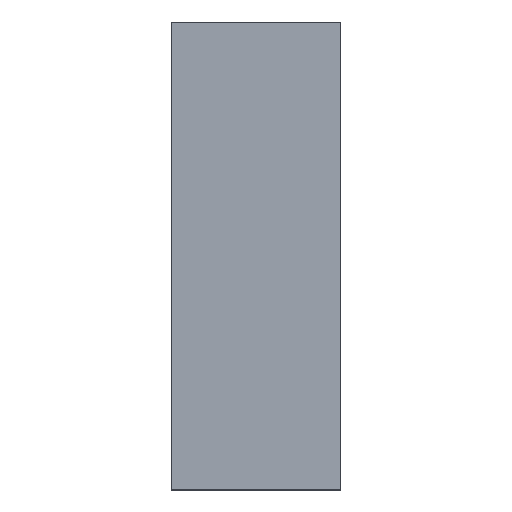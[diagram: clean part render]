
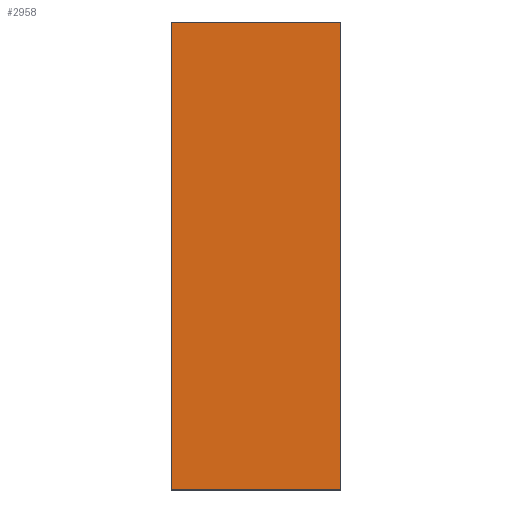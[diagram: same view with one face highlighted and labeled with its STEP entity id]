
A CAD part, top view. The second image highlights one B-rep face of the part: STEP entity #2958.
In plain terms, the highlighted planar face has unit normal (0, 0, 1).
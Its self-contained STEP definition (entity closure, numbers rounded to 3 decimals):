
#1255=DIRECTION('',(-1.,0.,0.));
#1256=VECTOR('',#1255,5.08);
#1257=CARTESIAN_POINT('',(1.27,-14.,1.27));
#1258=LINE('',#1257,#1256);
#1262=DIRECTION('',(0.,-1.,0.));
#1263=VECTOR('',#1262,14.);
#1264=CARTESIAN_POINT('',(-3.81,0.,1.27));
#1265=LINE('',#1264,#1263);
#1269=DIRECTION('',(1.,0.,0.));
#1270=VECTOR('',#1269,5.08);
#1271=CARTESIAN_POINT('',(-3.81,0.,1.27));
#1272=LINE('',#1271,#1270);
#1297=DIRECTION('',(0.,-1.,0.));
#1298=VECTOR('',#1297,14.);
#1299=CARTESIAN_POINT('',(1.27,0.,1.27));
#1300=LINE('',#1299,#1298);
#1620=CARTESIAN_POINT('',(1.27,0.,1.27));
#1622=VERTEX_POINT('',#1620);
#1624=CARTESIAN_POINT('',(1.27,-14.,1.27));
#1626=VERTEX_POINT('',#1624);
#1761=CARTESIAN_POINT('',(-3.81,0.,1.27));
#1763=VERTEX_POINT('',#1761);
#1765=CARTESIAN_POINT('',(-3.81,-14.,1.27));
#1767=VERTEX_POINT('',#1765);
#2946=CARTESIAN_POINT('',(-1.27,0.,1.27));
#2947=DIRECTION('',(0.,0.,1.));
#2948=DIRECTION('',(1.,0.,0.));
#2949=AXIS2_PLACEMENT_3D('',#2946,#2947,#2948);
#2950=PLANE('',#2949);
#2951=ORIENTED_EDGE('',*,*,#2160,.T.);
#2952=ORIENTED_EDGE('',*,*,#2937,.F.);
#2953=ORIENTED_EDGE('',*,*,#1917,.T.);
#2955=ORIENTED_EDGE('',*,*,#2954,.T.);
#2956=EDGE_LOOP('',(#2951,#2952,#2953,#2955));
#2957=FACE_OUTER_BOUND('',#2956,.F.);
#2958=ADVANCED_FACE('',(#2957),#2950,.T.);
#1917=EDGE_CURVE('',#1763,#1622,#1272,.T.);
#2160=EDGE_CURVE('',#1626,#1767,#1258,.T.);
#2937=EDGE_CURVE('',#1763,#1767,#1265,.T.);
#2954=EDGE_CURVE('',#1622,#1626,#1300,.T.);
